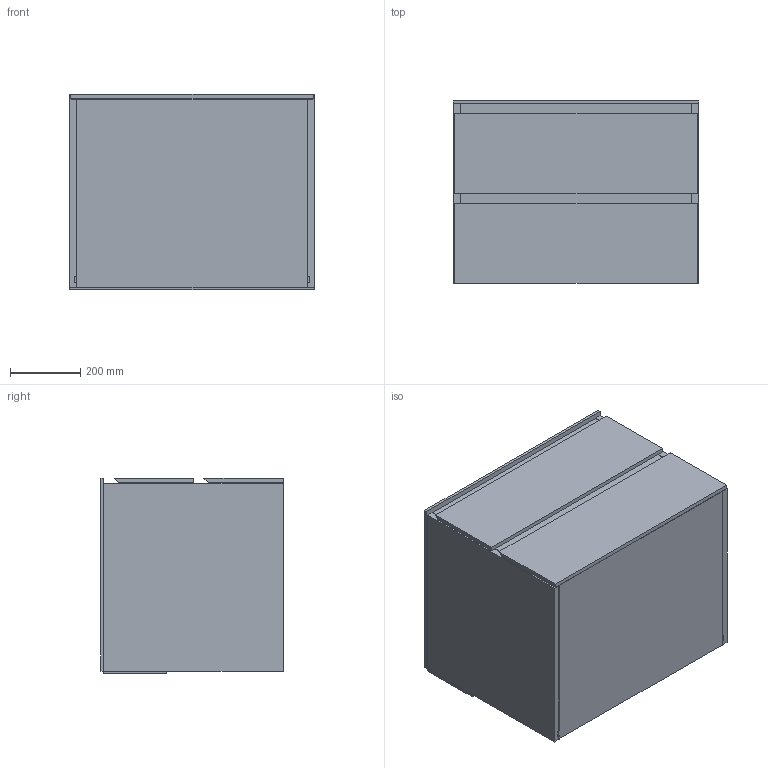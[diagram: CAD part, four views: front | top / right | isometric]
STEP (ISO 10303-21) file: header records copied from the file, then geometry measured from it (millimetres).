
FILE_DESCRIPTION (( 'STEP AP214' ), '1' );
FILE_NAME ('WP700500-2AUSÜER-A.STEP', '2021-02-08T09:05:22', ( '' ), ( '' ), 'SwSTEP 2.0', 'SolidWorks 2020', '' );
FILE_SCHEMA (( 'AUTOMOTIVE_DESIGN' ));
Length unit declared in the file: millimetre
Products named in the file (3): WP 700500-2AUSÜER-A_us_Spanweiá lackiert<Wie bearbeitet>; WP 700500-2AUSÜER-A_wt_Mit Hahnloch ohne šberlauf; WP700500-2AUSÜER-A
Assembly tree (2 placements, depth 2):
  WP700500-2AUSÜER-A
    WP 700500-2AUSÜER-A_us_Spanweiá lackiert<Wie bearbeitet>
    WP 700500-2AUSÜER-A_wt_Mit Hahnloch ohne šberlauf
Bounding box: 700 x 520 x 558 mm (x, y, z)
Volume: 44330569.9 mm3; surface area: 6028525.4 mm2
Topology: 20 solids, 20 shells, 256 faces, 623 edges, 404 vertices
Faces by surface type: plane 190, cylinder 42, bspline 24
Entity records: 13565 total; most frequent: CARTESIAN_POINT 7468, ORIENTED_EDGE 1236, DIRECTION 1080, EDGE_CURVE 618, LINE 478, VECTOR 478, VERTEX_POINT 404, AXIS2_PLACEMENT_3D 301
